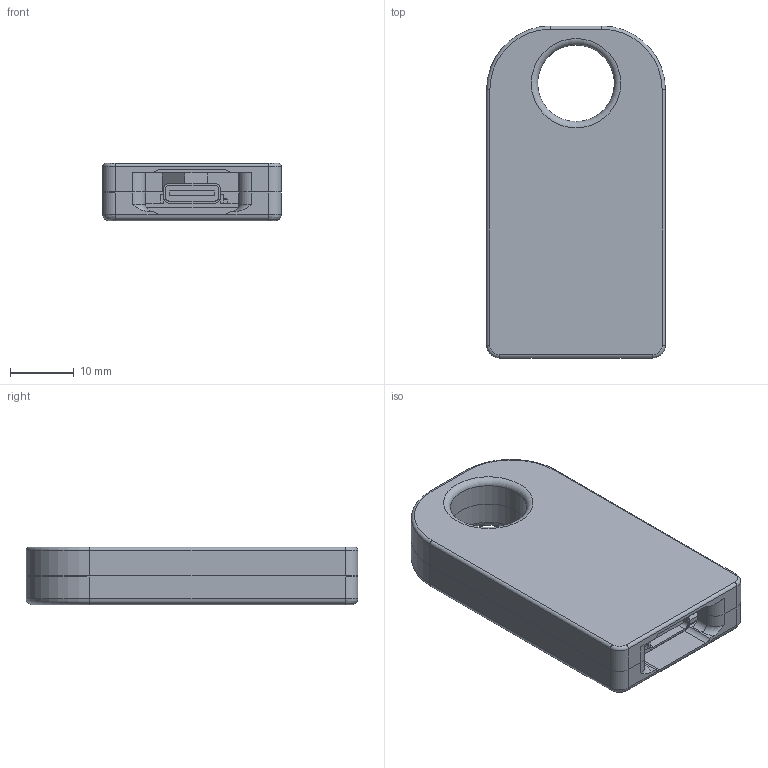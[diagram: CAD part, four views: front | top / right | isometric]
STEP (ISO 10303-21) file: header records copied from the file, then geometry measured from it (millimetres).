
FILE_DESCRIPTION(/* description */ (''),/* implementation_level */ '2;1');
FILE_NAME(/* name */ 'case2.step',/* time_stamp */ '2025-05-05T22:37:07+02:00',/* author */ (''),/* organization */ (''),/* preprocessor_version */ 'ST-DEVELOPER v20.1',/* originating_system */ 'Autodesk Translation Framework v14.4.0.0',/* authorisation */ '');
FILE_SCHEMA (('AUTOMOTIVE_DESIGN { 1 0 10303 214 3 1 1 }'));
Length unit declared in the file: millimetre
Products named in the file (2): case2; ESP32-C3 SuperMini v1
Assembly tree (1 placements, depth 2):
  case2
    ESP32-C3 SuperMini v1
Bounding box: 28 x 52 x 9 mm (x, y, z)
Volume: 9271.4 mm3; surface area: 8612.3 mm2
Topology: 3 solids, 3 shells, 437 faces, 1186 edges, 765 vertices
Faces by surface type: plane 289, cylinder 129, torus 16, bspline 2, cone 1
Full cylindrical faces by diameter (mm): 1.1 x16, 1.7 x2, 3.3 x1, 4.5 x1, 12 x2
Entity records: 14082 total; most frequent: CARTESIAN_POINT 2457, ORIENTED_EDGE 2372, DIRECTION 2337, EDGE_CURVE 1186, LINE 899, VECTOR 899, VERTEX_POINT 765, AXIS2_PLACEMENT_3D 719
